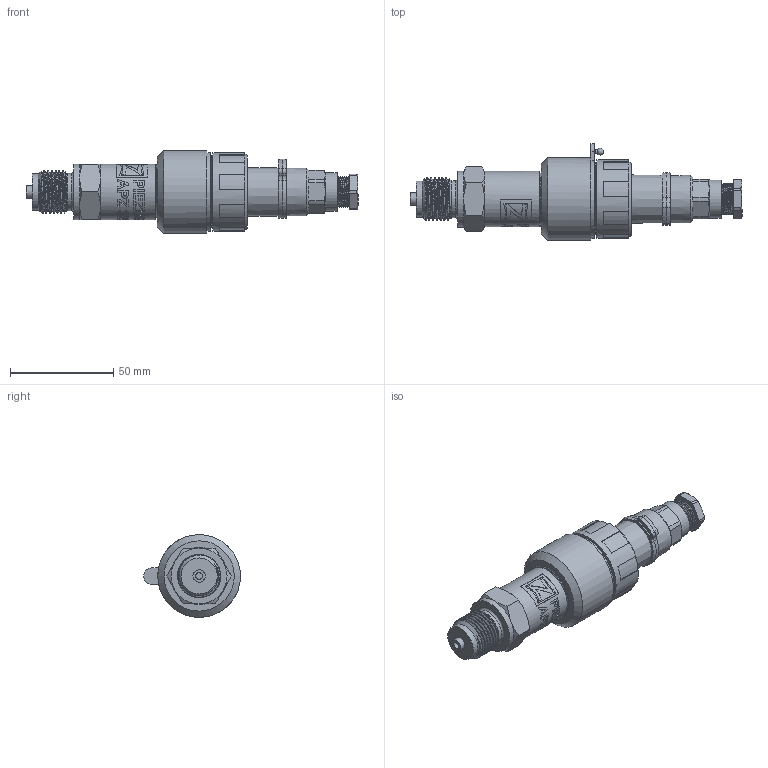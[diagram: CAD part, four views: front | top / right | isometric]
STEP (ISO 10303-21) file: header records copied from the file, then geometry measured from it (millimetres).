
FILE_DESCRIPTION(/* description */ (''),/* implementation_level */ '2;1');
FILE_NAME(/* name */ 'APZ3230_6_Buccaneer.step',/* time_stamp */ '2021-06-25T12:06:22+03:00',/* author */ (''),/* organization */ (''),/* preprocessor_version */ 'ST-DEVELOPER v18.1',/* originating_system */ 'Autodesk Translation Framework v10.9.0.1377',/* authorisation */ '');
FILE_SCHEMA (('AUTOMOTIVE_DESIGN { 1 0 10303 214 3 1 1 }'));
Length unit declared in the file: millimetre
Products named in the file (9): АПЗ 3420 в.2; G1/2 EN; Bucaneer assembly v5; Bucaneer male v11; px0735-p; px0735-p_1; Bucaneer female v5; px0736-s; px0736-s_2
Assembly tree (8 placements, depth 5):
  АПЗ 3420 в.2
    G1/2 EN
    Bucaneer assembly v5
      Bucaneer male v11
        px0735-p
          px0735-p_1
      Bucaneer female v5
        px0736-s
          px0736-s_2
Bounding box: 160.59 x 46.89 x 40 mm (x, y, z)
Volume: 80259.7 mm3; surface area: 49115.9 mm2
Topology: 13 solids, 17 shells, 1684 faces, 4654 edges, 3061 vertices
Faces by surface type: plane 1010, bspline 299, cylinder 227, cone 123, torus 14, sphere 11
Full cylindrical faces by diameter (mm): 2.03 x1, 2.413 x4, 2.439 x6, 2.459 x2, 2.464 x2, 2.87 x4, 3 x4, 3.3 x1, 3.302 x6, 3.734 x2, 4.1 x6, 4.19 x2, 4.47 x2, 6 x1, 8.255 x1, 9.53 x2, 11.938 x1, 12.09 x1, 13.716 x1, 13.741 x5, 14.021 x1, 14.884 x6, 15.062 x9, 16.61 x1, 17 x1, 17.5 x1, 18 x2, 18.42 x1, 18.631 x7, 20.1 x2
Entity records: 89972 total; most frequent: CARTESIAN_POINT 49029, ORIENTED_EDGE 9282, DIRECTION 7099, EDGE_CURVE 4641, VERTEX_POINT 3061, LINE 2967, VECTOR 2967, AXIS2_PLACEMENT_3D 2066
